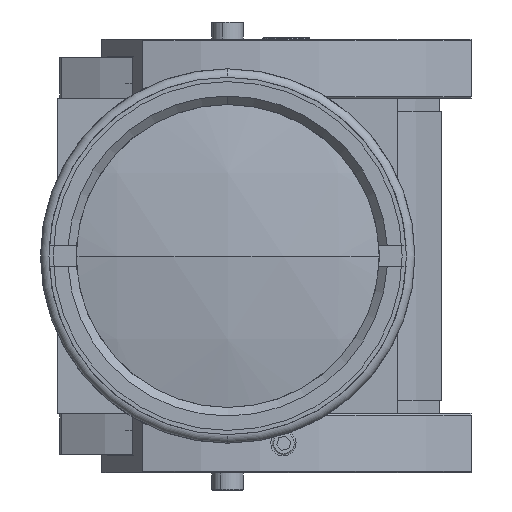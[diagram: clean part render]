
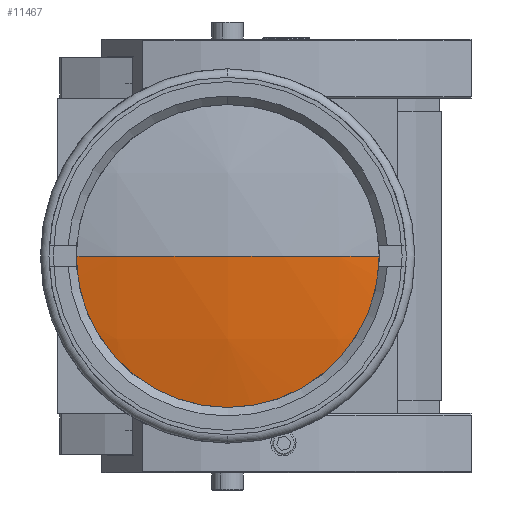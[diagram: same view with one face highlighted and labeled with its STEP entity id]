
A CAD part, left-side view. The second image highlights one B-rep face of the part: STEP entity #11467.
In plain terms, the highlighted spherical face has radius 87.5 mm.
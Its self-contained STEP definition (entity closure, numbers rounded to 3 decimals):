
#232 = CIRCLE ( 'NONE', #16606, 19.5 ) ;
#753 = DIRECTION ( 'NONE',  ( 0., 1., 0. ) ) ;
#1452 = AXIS2_PLACEMENT_3D ( 'NONE', #15475, #7649, #16813 ) ;
#2629 = DIRECTION ( 'NONE',  ( 0., 0., 1. ) ) ;
#2760 = SPHERICAL_SURFACE ( 'NONE', #16864, 87.5 ) ;
#3406 = CARTESIAN_POINT ( 'NONE',  ( -150.808, 0., 0. ) ) ;
#3652 = CARTESIAN_POINT ( 'NONE',  ( -150.808, 19.5, 0. ) ) ;
#3957 = EDGE_CURVE ( 'NONE', #4071, #15688, #7000, .T. ) ;
#4071 = VERTEX_POINT ( 'NONE', #9180 ) ;
#4088 = ORIENTED_EDGE ( 'NONE', *, *, #7028, .T. ) ;
#4692 = DIRECTION ( 'NONE',  ( 0., 0., 1. ) ) ;
#5570 = AXIS2_PLACEMENT_3D ( 'NONE', #10444, #2629, #11764 ) ;
#6124 = ORIENTED_EDGE ( 'NONE', *, *, #9659, .F. ) ;
#6571 = VERTEX_POINT ( 'NONE', #3652 ) ;
#6683 = CARTESIAN_POINT ( 'NONE',  ( -153.008, 0., 0. ) ) ;
#7000 = CIRCLE ( 'NONE', #1452, 87.5 ) ;
#7028 = EDGE_CURVE ( 'NONE', #6571, #4071, #232, .T. ) ;
#7649 = DIRECTION ( 'NONE',  ( 0., 0., -1. ) ) ;
#8581 = DIRECTION ( 'NONE',  ( 0., 0., -1. ) ) ;
#9180 = CARTESIAN_POINT ( 'NONE',  ( -150.808, -19.5, 0. ) ) ;
#9659 = EDGE_CURVE ( 'NONE', #6571, #15688, #16767, .T. ) ;
#10444 = CARTESIAN_POINT ( 'NONE',  ( -65.508, 0., 0. ) ) ;
#10911 = FACE_OUTER_BOUND ( 'NONE', #13713, .T. ) ;
#11146 = CARTESIAN_POINT ( 'NONE',  ( -65.508, 0., 0. ) ) ;
#11467 = ADVANCED_FACE ( 'NONE', ( #10911 ), #2760, .T. ) ;
#11764 = DIRECTION ( 'NONE',  ( 1., 0., 0. ) ) ;
#12539 = DIRECTION ( 'NONE',  ( -1., 0., 0. ) ) ;
#13713 = EDGE_LOOP ( 'NONE', ( #4088, #16789, #6124 ) ) ;
#15475 = CARTESIAN_POINT ( 'NONE',  ( -65.508, 0., 0. ) ) ;
#15688 = VERTEX_POINT ( 'NONE', #6683 ) ;
#16606 = AXIS2_PLACEMENT_3D ( 'NONE', #3406, #12539, #4692 ) ;
#16767 = CIRCLE ( 'NONE', #5570, 87.5 ) ;
#16789 = ORIENTED_EDGE ( 'NONE', *, *, #3957, .T. ) ;
#16813 = DIRECTION ( 'NONE',  ( 0., 1., 0. ) ) ;
#16864 = AXIS2_PLACEMENT_3D ( 'NONE', #11146, #8581, #753 ) ;
